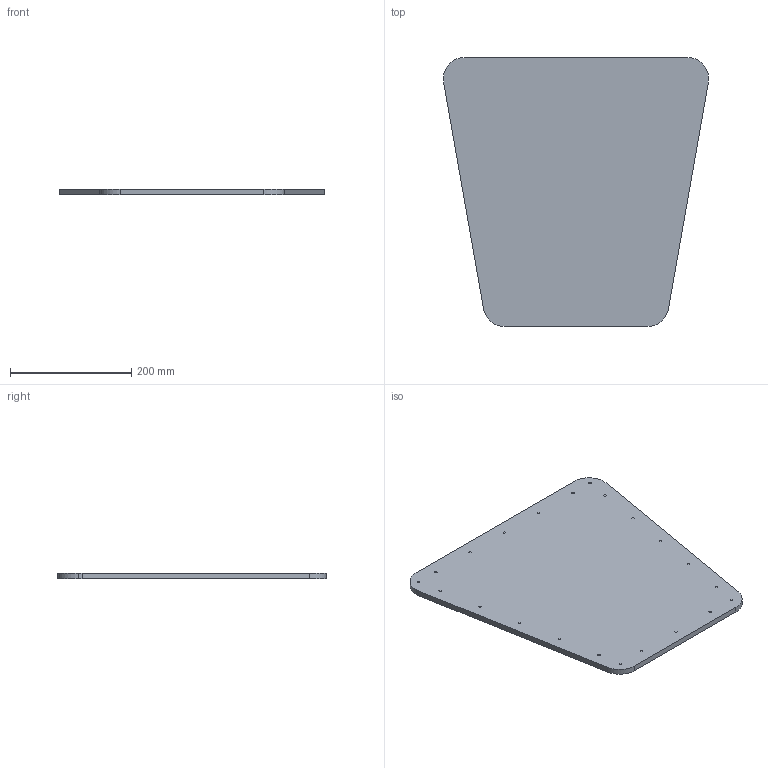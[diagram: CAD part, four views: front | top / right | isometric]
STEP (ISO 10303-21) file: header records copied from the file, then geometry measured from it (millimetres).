
FILE_DESCRIPTION (( 'STEP AP203' ), '1' );
FILE_NAME ('Blankoff Plate.STEP', '2015-12-17T20:22:58', ( '' ), ( '' ), 'SwSTEP 2.0', 'SolidWorks 2015', '' );
FILE_SCHEMA (( 'CONFIG_CONTROL_DESIGN' ));
Length unit declared in the file: inch
Products named in the file (1): Blankoff Plate
Bounding box: 438.25 x 443.8 x 9.53 mm (x, y, z)
Volume: 1554644.4 mm3; surface area: 352900.1 mm2
Topology: 1 solids, 1 shells, 97 faces, 213 edges, 142 vertices
Faces by surface type: cylinder 59, plane 38
Entity records: 2804 total; most frequent: DIRECTION 527, CARTESIAN_POINT 453, ORIENTED_EDGE 426, AXIS2_PLACEMENT_3D 216, EDGE_CURVE 213, VERTEX_POINT 142, EDGE_LOOP 121, CIRCLE 118
